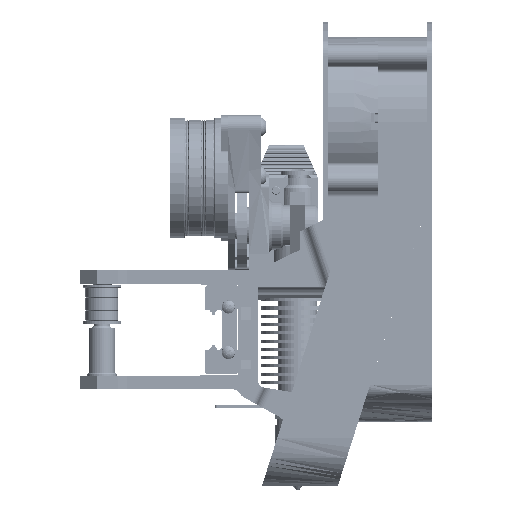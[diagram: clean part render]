
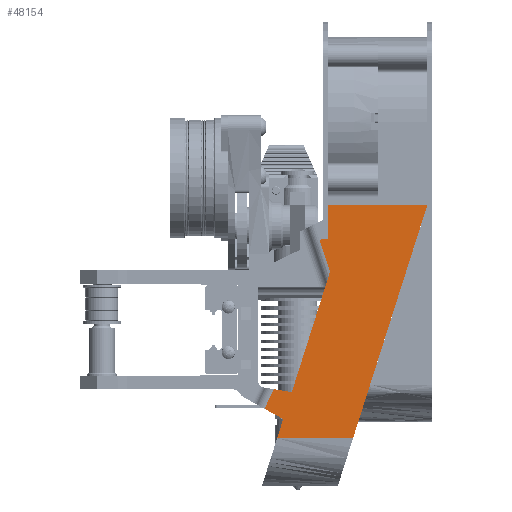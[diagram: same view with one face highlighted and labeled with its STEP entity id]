
A CAD part, left-side view. The second image highlights one B-rep face of the part: STEP entity #48154.
In plain terms, the highlighted planar face has unit normal (-1, 0, 0).
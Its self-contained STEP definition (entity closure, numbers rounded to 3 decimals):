
#3238=PLANE('',#52853);
#7247=LINE('',#137683,#11006);
#7260=LINE('',#138582,#11019);
#7263=LINE('',#138605,#11022);
#7267=LINE('',#138613,#11026);
#7298=LINE('',#140635,#11057);
#7342=LINE('',#140978,#11101);
#7501=LINE('',#145785,#11260);
#7502=LINE('',#145788,#11261);
#7504=LINE('',#145792,#11263);
#7506=LINE('',#145795,#11265);
#7516=LINE('',#145831,#11275);
#7517=LINE('',#145833,#11276);
#7518=LINE('',#145834,#11277);
#11006=VECTOR('',#63780,10.);
#11019=VECTOR('',#63815,10.);
#11022=VECTOR('',#63822,10.);
#11026=VECTOR('',#63826,10.);
#11057=VECTOR('',#63899,10.);
#11101=VECTOR('',#63991,3.);
#11260=VECTOR('',#64502,3.);
#11261=VECTOR('',#64505,10.);
#11263=VECTOR('',#64509,10.);
#11265=VECTOR('',#64513,10.);
#11275=VECTOR('',#64543,10.);
#11276=VECTOR('',#64546,10.);
#11277=VECTOR('',#64547,10.);
#14614=FACE_OUTER_BOUND('',#17590,.T.);
#17590=EDGE_LOOP('',(#43210,#43211,#43212,#43213,#43214,#43215,#43216,#43217,
#43218,#43219,#43220,#43221,#43222));
#23552=VERTEX_POINT('',#137680);
#23553=VERTEX_POINT('',#137682);
#23578=VERTEX_POINT('',#138238);
#23586=VERTEX_POINT('',#138581);
#23590=VERTEX_POINT('',#138604);
#23593=VERTEX_POINT('',#138610);
#23594=VERTEX_POINT('',#138612);
#23663=VERTEX_POINT('',#140632);
#23664=VERTEX_POINT('',#140634);
#23712=VERTEX_POINT('',#140971);
#23715=VERTEX_POINT('',#140976);
#23924=VERTEX_POINT('',#145787);
#23925=VERTEX_POINT('',#145791);
#29899=EDGE_CURVE('',#23552,#23553,#7247,.T.);
#29949=EDGE_CURVE('',#23586,#23553,#7260,.T.);
#29955=EDGE_CURVE('',#23578,#23590,#7263,.T.);
#29959=EDGE_CURVE('',#23593,#23594,#7267,.T.);
#30051=EDGE_CURVE('',#23664,#23663,#7298,.T.);
#30117=EDGE_CURVE('',#23715,#23712,#7342,.T.);
#30472=EDGE_CURVE('',#23594,#23663,#7501,.T.);
#30473=EDGE_CURVE('',#23924,#23664,#7502,.T.);
#30475=EDGE_CURVE('',#23925,#23924,#7504,.T.);
#30477=EDGE_CURVE('',#23925,#23552,#7506,.T.);
#30492=EDGE_CURVE('',#23586,#23578,#7516,.T.);
#30493=EDGE_CURVE('',#23712,#23593,#7517,.T.);
#30494=EDGE_CURVE('',#23590,#23715,#7518,.T.);
#43210=ORIENTED_EDGE('',*,*,#30492,.F.);
#43211=ORIENTED_EDGE('',*,*,#29949,.T.);
#43212=ORIENTED_EDGE('',*,*,#29899,.F.);
#43213=ORIENTED_EDGE('',*,*,#30477,.F.);
#43214=ORIENTED_EDGE('',*,*,#30475,.T.);
#43215=ORIENTED_EDGE('',*,*,#30473,.T.);
#43216=ORIENTED_EDGE('',*,*,#30051,.T.);
#43217=ORIENTED_EDGE('',*,*,#30472,.F.);
#43218=ORIENTED_EDGE('',*,*,#29959,.F.);
#43219=ORIENTED_EDGE('',*,*,#30493,.F.);
#43220=ORIENTED_EDGE('',*,*,#30117,.F.);
#43221=ORIENTED_EDGE('',*,*,#30494,.F.);
#43222=ORIENTED_EDGE('',*,*,#29955,.F.);
#48154=ADVANCED_FACE('',(#14614),#3238,.T.);
#52853=AXIS2_PLACEMENT_3D('',#145832,#64544,#64545);
#63780=DIRECTION('',(0.,0.304,-0.953));
#63815=DIRECTION('',(0.,-1.,0.));
#63822=DIRECTION('',(0.,-0.303,0.953));
#63826=DIRECTION('',(0.,-0.303,0.953));
#63899=DIRECTION('',(0.,0.898,-0.439));
#63991=DIRECTION('',(0.,-0.436,0.9));
#64502=DIRECTION('',(0.,0.318,0.948));
#64505=DIRECTION('',(0.,1.,0.));
#64509=DIRECTION('',(0.,0.,-1.));
#64513=DIRECTION('',(0.,-1.,0.));
#64543=DIRECTION('',(0.,-0.303,0.953));
#64544=DIRECTION('center_axis',(-1.,0.,0.));
#64545=DIRECTION('ref_axis',(0.,-0.303,0.953));
#64546=DIRECTION('',(0.,-0.986,-0.168));
#64547=DIRECTION('',(0.,0.875,0.483));
#137680=CARTESIAN_POINT('',(-25.65,-61.2,37.622));
#137682=CARTESIAN_POINT('',(-25.65,-38.767,-32.802));
#137683=CARTESIAN_POINT('',(-25.65,-46.515,-8.479));
#138238=CARTESIAN_POINT('',(-25.65,-15.796,-32.778));
#138581=CARTESIAN_POINT('',(-25.65,-15.788,-32.802));
#138582=CARTESIAN_POINT('',(-25.65,0.,-32.802));
#138604=CARTESIAN_POINT('',(-25.65,-17.621,-27.038));
#138605=CARTESIAN_POINT('',(-25.65,-10.666,-48.916));
#138610=CARTESIAN_POINT('',(-25.65,-20.209,-18.896));
#138612=CARTESIAN_POINT('',(-25.65,-31.8,17.565));
#138613=CARTESIAN_POINT('',(-25.65,-15.62,-33.331));
#140632=CARTESIAN_POINT('',(-25.65,-28.604,27.088));
#140634=CARTESIAN_POINT('',(-25.65,-29.698,27.622));
#140635=CARTESIAN_POINT('',(-25.65,-16.68,21.262));
#140971=CARTESIAN_POINT('',(-25.65,-14.821,-17.976));
#140976=CARTESIAN_POINT('',(-25.65,-11.949,-23.906));
#140978=CARTESIAN_POINT('',(-25.65,-13.902,-19.874));
#145785=CARTESIAN_POINT('',(-25.65,-33.03,13.9));
#145787=CARTESIAN_POINT('',(-25.65,-31.2,27.622));
#145788=CARTESIAN_POINT('',(-25.65,-33.849,27.622));
#145791=CARTESIAN_POINT('',(-25.65,-31.2,37.622));
#145792=CARTESIAN_POINT('',(-25.65,-31.2,24.977));
#145795=CARTESIAN_POINT('',(-25.65,-29.699,37.622));
#145831=CARTESIAN_POINT('',(-25.65,-10.666,-48.916));
#145832=CARTESIAN_POINT('Origin',(-25.65,-12.,-49.34));
#145833=CARTESIAN_POINT('',(-25.65,-11.663,-17.436));
#145834=CARTESIAN_POINT('',(-25.65,-17.621,-27.038));
